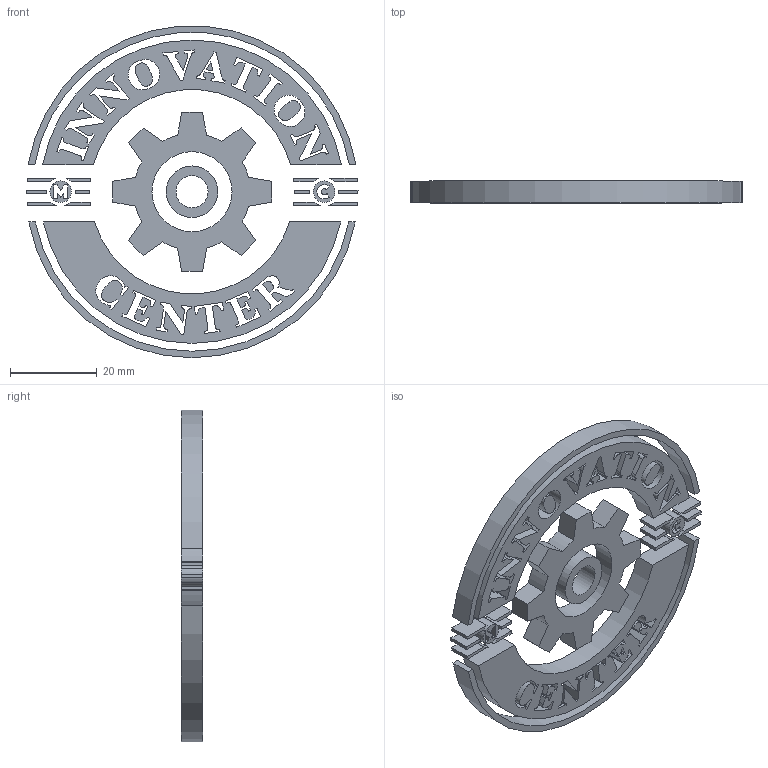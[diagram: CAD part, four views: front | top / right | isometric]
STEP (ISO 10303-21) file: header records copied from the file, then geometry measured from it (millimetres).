
FILE_DESCRIPTION(/* description */ ('STEP AP242','CAx-IF Rec.Pracs.---Representation and Presentation of Product Manufacturing Information (PMI)---4.0---2014-10-13','CAx-IF Rec.Pracs.---3D Tessellated Geometry---0.4---2014-09-14','2;1'),/* implementation_level */ '2;1');
FILE_NAME(/* name */ '675e59a429a2761d68abef3a',/* time_stamp */ '2024-12-15T04:23:01Z',/* author */ (''),/* organization */ (''),/* preprocessor_version */ 'ST-DEVELOPER v20',/* originating_system */ 'ONSHAPE BY PTC INC, 1.191',/* authorisation */ ' ');
FILE_SCHEMA (('AP242_MANAGED_MODEL_BASED_3D_ENGINEERING_MIM_LF { 1 0 10303 442 1 1 4 }'));
Length unit declared in the file: metre
Products named in the file (24): A; Gear spokes; Stripe left middle; R; Gear bearing; Upper outer ring; Stripe right lower left; Stripe left middle right; Upper word plate; Stripe right middle left; Stripe right lower; Stripe left lower; Stripe left upper; C; Stripe right upper; M; Stripe left upper right; Stripe right middle; Stripe right upper left; Lower word plate; O2; Stripe left lower, right; Lower outer ring; O1
Bounding box: 76.4 x 5 x 76.28 mm (x, y, z)
Volume: 12252.1 mm3; surface area: 14199 mm2
Topology: 24 solids, 24 shells, 433 faces, 1155 edges, 770 vertices
Faces by surface type: plane 316, bspline 74, cylinder 43
Full cylindrical faces by diameter (mm): 4.978 x1, 4.987 x1, 7.37 x1, 11.879 x1, 18.422 x1
Entity records: 17058 total; most frequent: CARTESIAN_POINT 6035, ORIENTED_EDGE 2292, DIRECTION 1850, EDGE_CURVE 1146, LINE 912, VECTOR 912, VERTEX_POINT 770, EDGE_LOOP 482
